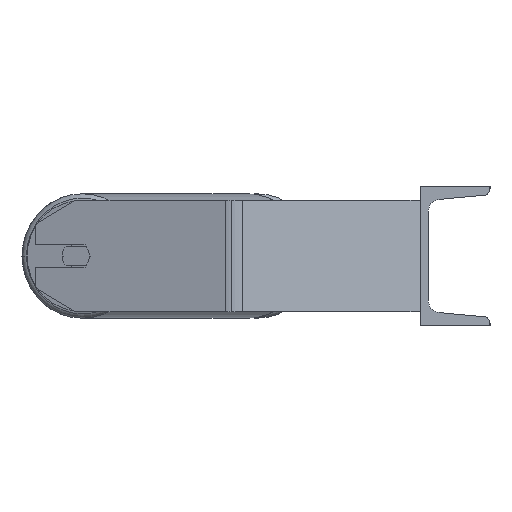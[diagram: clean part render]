
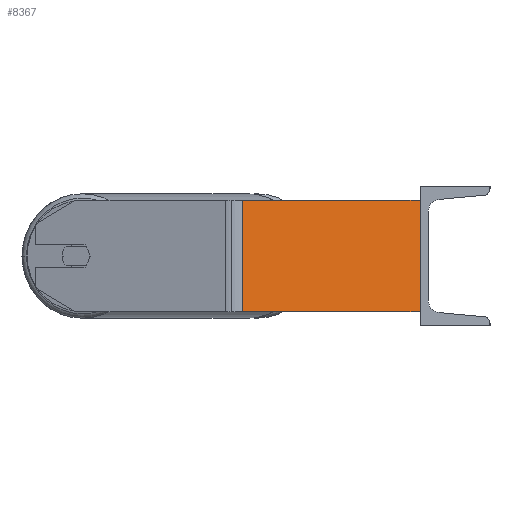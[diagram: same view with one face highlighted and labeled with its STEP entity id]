
A CAD part, left-side view. The second image highlights one B-rep face of the part: STEP entity #8367.
In plain terms, the highlighted planar face has unit normal (-0.866, -0.5, 0).
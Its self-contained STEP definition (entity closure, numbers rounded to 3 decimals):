
#82 = AXIS2_PLACEMENT_3D ( 'NONE', #2733, #5553, #700 ) ;
#199 = VECTOR ( 'NONE', #8410, 1000. ) ;
#363 = CARTESIAN_POINT ( 'NONE',  ( -685., 0., -40. ) ) ;
#536 = VECTOR ( 'NONE', #5169, 1000. ) ;
#576 = VECTOR ( 'NONE', #7855, 1000. ) ;
#692 = CARTESIAN_POINT ( 'NONE',  ( -758.227, 126.833, -40. ) ) ;
#700 = DIRECTION ( 'NONE',  ( -0.5, 0.866, 0. ) ) ;
#1390 = CARTESIAN_POINT ( 'NONE',  ( -761.54, 132.572, -40. ) ) ;
#1406 = ORIENTED_EDGE ( 'NONE', *, *, #6772, .F. ) ;
#1542 = EDGE_CURVE ( 'NONE', #9091, #6001, #8232, .T. ) ;
#2069 = ORIENTED_EDGE ( 'NONE', *, *, #1542, .T. ) ;
#2099 = CARTESIAN_POINT ( 'NONE',  ( -758.227, 126.833, 40. ) ) ;
#2733 = CARTESIAN_POINT ( 'NONE',  ( -761.54, 132.572, 40. ) ) ;
#3177 = LINE ( 'NONE', #8772, #536 ) ;
#3453 = ORIENTED_EDGE ( 'NONE', *, *, #4973, .T. ) ;
#4763 = DIRECTION ( 'NONE',  ( 0., 0., -1. ) ) ;
#4973 = EDGE_CURVE ( 'NONE', #6270, #9091, #8370, .T. ) ;
#5169 = DIRECTION ( 'NONE',  ( 0.5, -0.866, 0. ) ) ;
#5553 = DIRECTION ( 'NONE',  ( 0.866, 0.5, 0. ) ) ;
#5615 = ORIENTED_EDGE ( 'NONE', *, *, #6710, .F. ) ;
#5740 = LINE ( 'NONE', #6470, #6130 ) ;
#6001 = VERTEX_POINT ( 'NONE', #363 ) ;
#6068 = EDGE_LOOP ( 'NONE', ( #2069, #5615, #1406, #3453 ) ) ;
#6130 = VECTOR ( 'NONE', #4763, 1000. ) ;
#6187 = VERTEX_POINT ( 'NONE', #7660 ) ;
#6242 = PLANE ( 'NONE',  #82 ) ;
#6270 = VERTEX_POINT ( 'NONE', #2099 ) ;
#6470 = CARTESIAN_POINT ( 'NONE',  ( -685., 0., 40. ) ) ;
#6710 = EDGE_CURVE ( 'NONE', #6187, #6001, #5740, .T. ) ;
#6772 = EDGE_CURVE ( 'NONE', #6270, #6187, #3177, .T. ) ;
#7030 = FACE_OUTER_BOUND ( 'NONE', #6068, .T. ) ;
#7660 = CARTESIAN_POINT ( 'NONE',  ( -685., 0., 40. ) ) ;
#7855 = DIRECTION ( 'NONE',  ( 0.5, -0.866, 0. ) ) ;
#8232 = LINE ( 'NONE', #1390, #576 ) ;
#8367 = ADVANCED_FACE ( 'NONE', ( #7030 ), #6242, .F. ) ;
#8370 = LINE ( 'NONE', #8557, #199 ) ;
#8410 = DIRECTION ( 'NONE',  ( 0., 0., -1. ) ) ;
#8557 = CARTESIAN_POINT ( 'NONE',  ( -758.227, 126.833, 40. ) ) ;
#8772 = CARTESIAN_POINT ( 'NONE',  ( -761.54, 132.572, 40. ) ) ;
#9091 = VERTEX_POINT ( 'NONE', #692 ) ;
